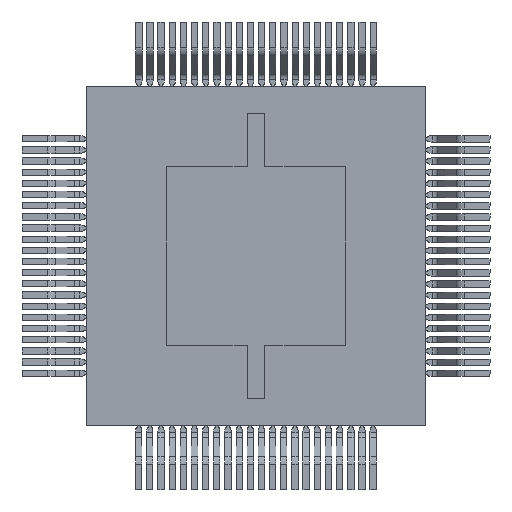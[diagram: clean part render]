
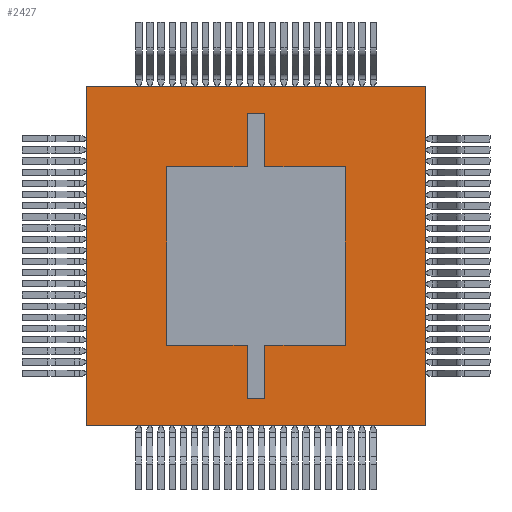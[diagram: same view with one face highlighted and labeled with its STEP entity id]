
A CAD part, left-side view. The second image highlights one B-rep face of the part: STEP entity #2427.
In plain terms, the highlighted planar face has unit normal (-1, 0, 0).
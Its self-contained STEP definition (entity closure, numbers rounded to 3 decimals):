
#2427 = ADVANCED_FACE( '', ( #5654, #5655 ), #5656, .T. );
#5654 = FACE_BOUND( '', #9530, .T. );
#5655 = FACE_OUTER_BOUND( '', #9531, .T. );
#5656 = PLANE( '', #9532 );
#9530 = EDGE_LOOP( '', ( #15315, #15316, #15317, #15318, #15319, #15320, #15321, #15322, #15323, #15324, #15325, #15326 ) );
#9531 = EDGE_LOOP( '', ( #15327, #15328, #15329, #15330 ) );
#9532 = AXIS2_PLACEMENT_3D( '', #15331, #15332, #15333 );
#15315 = ORIENTED_EDGE( '', *, *, #24027, .F. );
#15316 = ORIENTED_EDGE( '', *, *, #24028, .F. );
#15317 = ORIENTED_EDGE( '', *, *, #24029, .F. );
#15318 = ORIENTED_EDGE( '', *, *, #23697, .F. );
#15319 = ORIENTED_EDGE( '', *, *, #24030, .F. );
#15320 = ORIENTED_EDGE( '', *, *, #24031, .F. );
#15321 = ORIENTED_EDGE( '', *, *, #24032, .F. );
#15322 = ORIENTED_EDGE( '', *, *, #24033, .F. );
#15323 = ORIENTED_EDGE( '', *, *, #24034, .F. );
#15324 = ORIENTED_EDGE( '', *, *, #24035, .F. );
#15325 = ORIENTED_EDGE( '', *, *, #24036, .F. );
#15326 = ORIENTED_EDGE( '', *, *, #24037, .F. );
#15327 = ORIENTED_EDGE( '', *, *, #24038, .T. );
#15328 = ORIENTED_EDGE( '', *, *, #24039, .T. );
#15329 = ORIENTED_EDGE( '', *, *, #24040, .T. );
#15330 = ORIENTED_EDGE( '', *, *, #23871, .T. );
#15331 = CARTESIAN_POINT( '', ( -2., 0., 19. ) );
#15332 = DIRECTION( '', ( -1., 0., 0. ) );
#15333 = DIRECTION( '', ( 0., 0., -1. ) );
#23697 = EDGE_CURVE( '', #28174, #28175, #28176, .T. );
#23871 = EDGE_CURVE( '', #28448, #28446, #28449, .T. );
#24027 = EDGE_CURVE( '', #28710, #28711, #28712, .T. );
#24028 = EDGE_CURVE( '', #28713, #28710, #28714, .T. );
#24029 = EDGE_CURVE( '', #28175, #28713, #28715, .T. );
#24030 = EDGE_CURVE( '', #28716, #28174, #28717, .T. );
#24031 = EDGE_CURVE( '', #28718, #28716, #28719, .T. );
#24032 = EDGE_CURVE( '', #28720, #28718, #28721, .T. );
#24033 = EDGE_CURVE( '', #28722, #28720, #28723, .T. );
#24034 = EDGE_CURVE( '', #28724, #28722, #28725, .T. );
#24035 = EDGE_CURVE( '', #28726, #28724, #28727, .T. );
#24036 = EDGE_CURVE( '', #28728, #28726, #28729, .T. );
#24037 = EDGE_CURVE( '', #28711, #28728, #28730, .T. );
#24038 = EDGE_CURVE( '', #28446, #28731, #28732, .T. );
#24039 = EDGE_CURVE( '', #28731, #28733, #28734, .T. );
#24040 = EDGE_CURVE( '', #28733, #28448, #28735, .T. );
#28174 = VERTEX_POINT( '', #34502 );
#28175 = VERTEX_POINT( '', #34503 );
#28176 = LINE( '', #34504, #34505 );
#28446 = VERTEX_POINT( '', #34948 );
#28448 = VERTEX_POINT( '', #34951 );
#28449 = LINE( '', #34952, #34953 );
#28710 = VERTEX_POINT( '', #35480 );
#28711 = VERTEX_POINT( '', #35481 );
#28712 = LINE( '', #35482, #35483 );
#28713 = VERTEX_POINT( '', #35484 );
#28714 = LINE( '', #35485, #35486 );
#28715 = LINE( '', #35487, #35488 );
#28716 = VERTEX_POINT( '', #35489 );
#28717 = LINE( '', #35490, #35491 );
#28718 = VERTEX_POINT( '', #35492 );
#28719 = LINE( '', #35493, #35494 );
#28720 = VERTEX_POINT( '', #35495 );
#28721 = LINE( '', #35496, #35497 );
#28722 = VERTEX_POINT( '', #35498 );
#28723 = LINE( '', #35499, #35500 );
#28724 = VERTEX_POINT( '', #35501 );
#28725 = LINE( '', #35502, #35503 );
#28726 = VERTEX_POINT( '', #35504 );
#28727 = LINE( '', #35505, #35506 );
#28728 = VERTEX_POINT( '', #35507 );
#28729 = LINE( '', #35508, #35509 );
#28730 = LINE( '', #35510, #35511 );
#28731 = VERTEX_POINT( '', #35512 );
#28732 = LINE( '', #35513, #35514 );
#28733 = VERTEX_POINT( '', #35515 );
#28734 = LINE( '', #35516, #35517 );
#28735 = LINE( '', #35518, #35519 );
#34502 = CARTESIAN_POINT( '', ( -2., -9., 1.5 ) );
#34503 = CARTESIAN_POINT( '', ( -2., -10., 1.5 ) );
#34504 = CARTESIAN_POINT( '', ( -2., 0., 1.5 ) );
#34505 = VECTOR( '', #41563, 1000. );
#34948 = CARTESIAN_POINT( '', ( -2., 0., 19. ) );
#34951 = CARTESIAN_POINT( '', ( -2., -19., 19. ) );
#34952 = CARTESIAN_POINT( '', ( -2., 0., 19. ) );
#34953 = VECTOR( '', #41709, 1000. );
#35480 = CARTESIAN_POINT( '', ( -2., -14.5, 4.5 ) );
#35481 = CARTESIAN_POINT( '', ( -2., -14.5, 14.5 ) );
#35482 = CARTESIAN_POINT( '', ( -2., -14.5, 19. ) );
#35483 = VECTOR( '', #41853, 1000. );
#35484 = CARTESIAN_POINT( '', ( -2., -10., 4.5 ) );
#35485 = CARTESIAN_POINT( '', ( -2., 0., 4.5 ) );
#35486 = VECTOR( '', #41854, 1000. );
#35487 = CARTESIAN_POINT( '', ( -2., -10., 19. ) );
#35488 = VECTOR( '', #41855, 1000. );
#35489 = CARTESIAN_POINT( '', ( -2., -9., 4.5 ) );
#35490 = CARTESIAN_POINT( '', ( -2., -9., 19. ) );
#35491 = VECTOR( '', #41856, 1000. );
#35492 = CARTESIAN_POINT( '', ( -2., -4.5, 4.5 ) );
#35493 = CARTESIAN_POINT( '', ( -2., 0., 4.5 ) );
#35494 = VECTOR( '', #41857, 1000. );
#35495 = CARTESIAN_POINT( '', ( -2., -4.5, 14.5 ) );
#35496 = CARTESIAN_POINT( '', ( -2., -4.5, 19. ) );
#35497 = VECTOR( '', #41858, 1000. );
#35498 = CARTESIAN_POINT( '', ( -2., -9., 14.5 ) );
#35499 = CARTESIAN_POINT( '', ( -2., 0., 14.5 ) );
#35500 = VECTOR( '', #41859, 1000. );
#35501 = CARTESIAN_POINT( '', ( -2., -9., 17.5 ) );
#35502 = CARTESIAN_POINT( '', ( -2., -9., 19. ) );
#35503 = VECTOR( '', #41860, 1000. );
#35504 = CARTESIAN_POINT( '', ( -2., -10., 17.5 ) );
#35505 = CARTESIAN_POINT( '', ( -2., 0., 17.5 ) );
#35506 = VECTOR( '', #41861, 1000. );
#35507 = CARTESIAN_POINT( '', ( -2., -10., 14.5 ) );
#35508 = CARTESIAN_POINT( '', ( -2., -10., 19. ) );
#35509 = VECTOR( '', #41862, 1000. );
#35510 = CARTESIAN_POINT( '', ( -2., 0., 14.5 ) );
#35511 = VECTOR( '', #41863, 1000. );
#35512 = CARTESIAN_POINT( '', ( -2., 0., 0. ) );
#35513 = CARTESIAN_POINT( '', ( -2., 0., 19. ) );
#35514 = VECTOR( '', #41864, 1000. );
#35515 = CARTESIAN_POINT( '', ( -2., -19., 0. ) );
#35516 = CARTESIAN_POINT( '', ( -2., 0., 0. ) );
#35517 = VECTOR( '', #41865, 1000. );
#35518 = CARTESIAN_POINT( '', ( -2., -19., 19. ) );
#35519 = VECTOR( '', #41866, 1000. );
#41563 = DIRECTION( '', ( 0., -1., 0. ) );
#41709 = DIRECTION( '', ( 0., 1., 0. ) );
#41853 = DIRECTION( '', ( 0., 0., 1. ) );
#41854 = DIRECTION( '', ( 0., -1., 0. ) );
#41855 = DIRECTION( '', ( 0., 0., 1. ) );
#41856 = DIRECTION( '', ( 0., 0., -1. ) );
#41857 = DIRECTION( '', ( 0., -1., 0. ) );
#41858 = DIRECTION( '', ( 0., 0., -1. ) );
#41859 = DIRECTION( '', ( 0., 1., 0. ) );
#41860 = DIRECTION( '', ( 0., 0., -1. ) );
#41861 = DIRECTION( '', ( 0., 1., 0. ) );
#41862 = DIRECTION( '', ( 0., 0., 1. ) );
#41863 = DIRECTION( '', ( 0., 1., 0. ) );
#41864 = DIRECTION( '', ( 0., 0., -1. ) );
#41865 = DIRECTION( '', ( 0., -1., 0. ) );
#41866 = DIRECTION( '', ( 0., 0., 1. ) );
